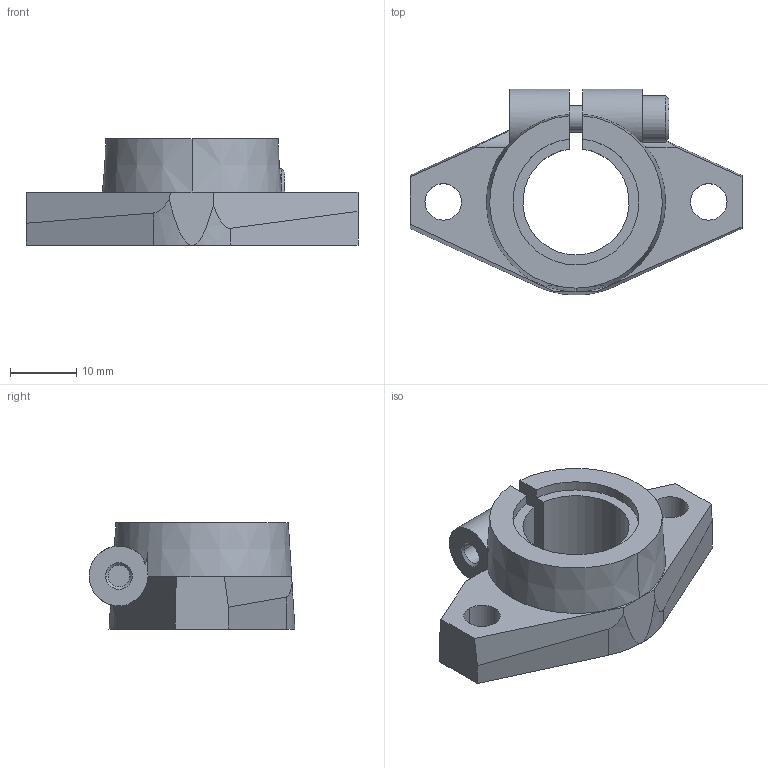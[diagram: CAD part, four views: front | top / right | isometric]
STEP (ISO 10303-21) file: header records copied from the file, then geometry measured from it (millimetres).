
FILE_DESCRIPTION( ( '' ), '1' );
FILE_NAME( 'SHF 16.stp', '2015-05-21T06:38:19', ( '' ), ( '' ), ' ', ' ', ' ' );
FILE_SCHEMA( ( 'CONFIG_CONTROL_DESIGN' ) );
Length unit declared in the file: millimetre
Products named in the file (1): 1
Bounding box: 50 x 31 x 16 mm (x, y, z)
Volume: 8842.7 mm3; surface area: 4553.3 mm2
Topology: 1 solids, 1 shells, 69 faces, 181 edges, 117 vertices
Faces by surface type: plane 35, cylinder 28, cone 6
Entity records: 2309 total; most frequent: CARTESIAN_POINT 520, DIRECTION 375, ORIENTED_EDGE 362, EDGE_CURVE 181, AXIS2_PLACEMENT_3D 138, VERTEX_POINT 117, LINE 99, VECTOR 99
